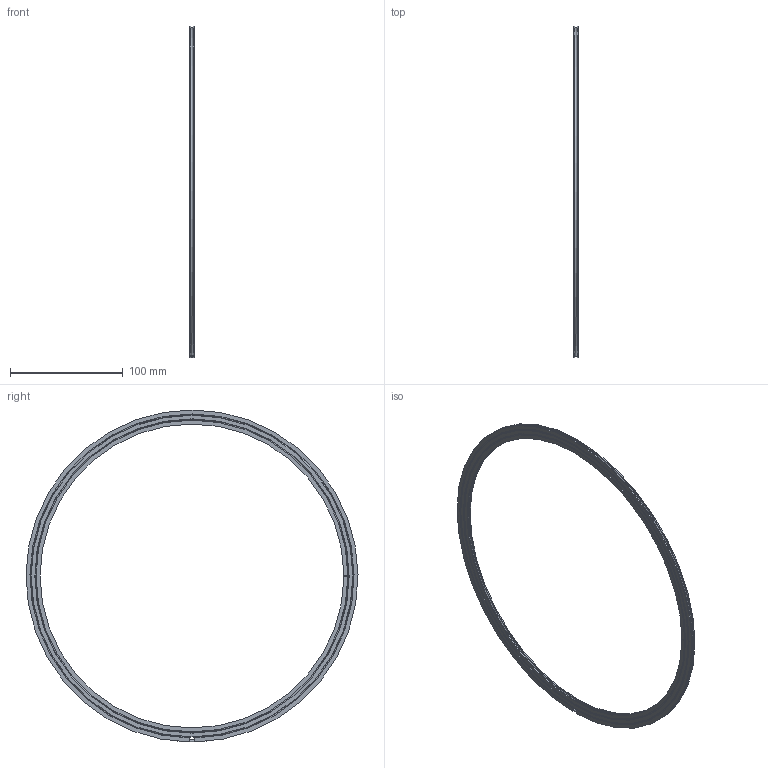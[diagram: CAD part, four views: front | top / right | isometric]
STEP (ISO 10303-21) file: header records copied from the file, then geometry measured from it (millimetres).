
FILE_DESCRIPTION(/* description */ (''),/* implementation_level */ '2;1');
FILE_NAME(/* name */ 'M212-485.stp',/* time_stamp */ '2018-04-17T14:24:05+02:00',/* author */ ('KAA'),/* organization */ (''),/* preprocessor_version */ 'ST-DEVELOPER v16.1',/* originating_system */ 'Autodesk Inventor 2016',/* authorisation */ '');
FILE_SCHEMA (('CONFIG_CONTROL_DESIGN'));
Length unit declared in the file: millimetre
Products named in the file (1): M212-485
Bounding box: 3.9 x 294.99 x 294.98 mm (x, y, z)
Volume: 36631 mm3; surface area: 35493.3 mm2
Topology: 1 solids, 1 shells, 33 faces, 97 edges, 64 vertices
Faces by surface type: plane 20, cylinder 8, torus 5
Entity records: 1186 total; most frequent: CARTESIAN_POINT 298, DIRECTION 188, ORIENTED_EDGE 176, EDGE_CURVE 88, AXIS2_PLACEMENT_3D 74, VERTEX_POINT 60, LINE 40, VECTOR 40
